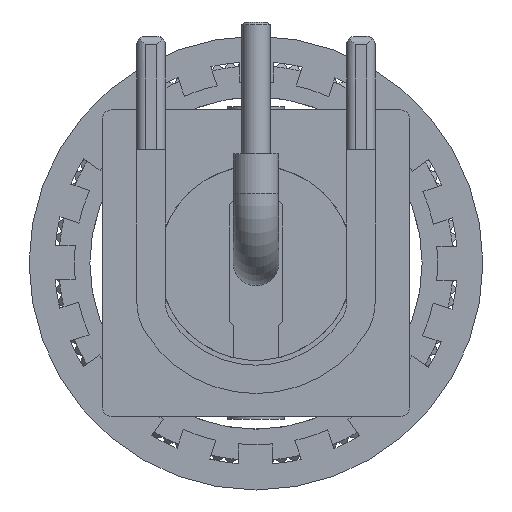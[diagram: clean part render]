
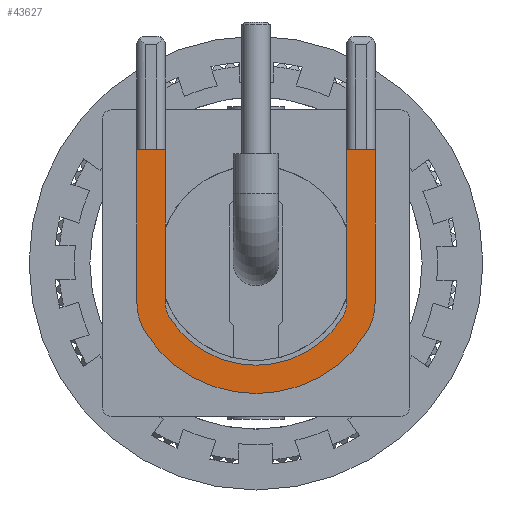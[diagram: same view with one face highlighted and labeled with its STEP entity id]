
A CAD part, front view. The second image highlights one B-rep face of the part: STEP entity #43627.
In plain terms, the highlighted planar face has unit normal (0, -1, 0).
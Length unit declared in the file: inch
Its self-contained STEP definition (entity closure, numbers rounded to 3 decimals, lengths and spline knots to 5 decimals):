
#169 = ORIENTED_EDGE ( 'NONE', *, *, #17504, .F. ) ;
#665 = DIRECTION ( 'NONE',  ( 0., 0., -1. ) ) ;
#786 = CARTESIAN_POINT ( 'NONE',  ( -0.16535, -0.1874, -0.05455 ) ) ;
#1587 = DIRECTION ( 'NONE',  ( 0., 1., 0. ) ) ;
#2454 = ORIENTED_EDGE ( 'NONE', *, *, #51599, .F. ) ;
#2494 = CARTESIAN_POINT ( 'NONE',  ( 0., -0.1874, 0. ) ) ;
#2548 = DIRECTION ( 'NONE',  ( 1., 0., 0. ) ) ;
#4577 = VERTEX_POINT ( 'NONE', #10216 ) ;
#4920 = LINE ( 'NONE', #39412, #5516 ) ;
#5516 = VECTOR ( 'NONE', #665, 39.37008 ) ;
#5616 = AXIS2_PLACEMENT_3D ( 'NONE', #35533, #1587, #23396 ) ;
#6401 = VECTOR ( 'NONE', #39465, 39.37008 ) ;
#6495 = AXIS2_PLACEMENT_3D ( 'NONE', #51395, #26530, #42904 ) ;
#6839 = VECTOR ( 'NONE', #2548, 39.37008 ) ;
#7202 = CIRCLE ( 'NONE', #25298, 0.14173 ) ;
#7292 = CARTESIAN_POINT ( 'NONE',  ( -0.12598, -0.1874, -0.05455 ) ) ;
#9240 = CIRCLE ( 'NONE', #6495, 0.07874 ) ;
#9437 = AXIS2_PLACEMENT_3D ( 'NONE', #2494, #44638, #41505 ) ;
#10216 = CARTESIAN_POINT ( 'NONE',  ( -0.16535, -0.1874, 0.15748 ) ) ;
#10304 = AXIS2_PLACEMENT_3D ( 'NONE', #21814, #17019, #38480 ) ;
#10533 = VERTEX_POINT ( 'NONE', #7292 ) ;
#11032 = ORIENTED_EDGE ( 'NONE', *, *, #31012, .F. ) ;
#11150 = ORIENTED_EDGE ( 'NONE', *, *, #17242, .T. ) ;
#11500 = EDGE_CURVE ( 'NONE', #32957, #40361, #20273, .T. ) ;
#12203 = DIRECTION ( 'NONE',  ( -1., 0., 0. ) ) ;
#12992 = DIRECTION ( 'NONE',  ( 0., 1., 0. ) ) ;
#14236 = ORIENTED_EDGE ( 'NONE', *, *, #32253, .F. ) ;
#14867 = CARTESIAN_POINT ( 'NONE',  ( 0.12598, -0.1874, -0.05455 ) ) ;
#14876 = EDGE_LOOP ( 'NONE', ( #2454, #37789, #37590, #18897, #169, #11032, #22199, #50114, #11150, #33848, #22668, #14236 ) ) ;
#15287 = CARTESIAN_POINT ( 'NONE',  ( -0.08661, -0.1874, 0.15748 ) ) ;
#15307 = CARTESIAN_POINT ( 'NONE',  ( -0.08661, -0.1874, -0.05455 ) ) ;
#16216 = CARTESIAN_POINT ( 'NONE',  ( 0.12598, -0.1874, -0.05455 ) ) ;
#16404 = CARTESIAN_POINT ( 'NONE',  ( -0.08661, -0.1874, -0.05455 ) ) ;
#17019 = DIRECTION ( 'NONE',  ( 0., 1., 0. ) ) ;
#17242 = EDGE_CURVE ( 'NONE', #17870, #24460, #34533, .T. ) ;
#17504 = EDGE_CURVE ( 'NONE', #45451, #50871, #9240, .T. ) ;
#17870 = VERTEX_POINT ( 'NONE', #16216 ) ;
#18897 = ORIENTED_EDGE ( 'NONE', *, *, #22209, .F. ) ;
#20222 = EDGE_CURVE ( 'NONE', #40361, #4577, #31373, .T. ) ;
#20273 = CIRCLE ( 'NONE', #10304, 0.07874 ) ;
#21814 = CARTESIAN_POINT ( 'NONE',  ( -0.08661, -0.1874, -0.05455 ) ) ;
#22199 = ORIENTED_EDGE ( 'NONE', *, *, #28836, .T. ) ;
#22209 = EDGE_CURVE ( 'NONE', #50871, #32957, #28462, .T. ) ;
#22252 = LINE ( 'NONE', #53294, #6401 ) ;
#22668 = ORIENTED_EDGE ( 'NONE', *, *, #38691, .T. ) ;
#23304 = AXIS2_PLACEMENT_3D ( 'NONE', #16404, #12992, #50878 ) ;
#23396 = DIRECTION ( 'NONE',  ( 1., 0., 0. ) ) ;
#24080 = LINE ( 'NONE', #15287, #6839 ) ;
#24100 = DIRECTION ( 'NONE',  ( 0., 1., 0. ) ) ;
#24460 = VERTEX_POINT ( 'NONE', #31531 ) ;
#25298 = AXIS2_PLACEMENT_3D ( 'NONE', #46357, #50617, #51454 ) ;
#26530 = DIRECTION ( 'NONE',  ( 0., 1., 0. ) ) ;
#27265 = VERTEX_POINT ( 'NONE', #36463 ) ;
#28393 = CARTESIAN_POINT ( 'NONE',  ( 0.16535, -0.1874, 0.15748 ) ) ;
#28462 = CIRCLE ( 'NONE', #9437, 0.1811 ) ;
#28836 = EDGE_CURVE ( 'NONE', #43981, #27265, #43019, .T. ) ;
#29188 = VERTEX_POINT ( 'NONE', #47052 ) ;
#29590 = EDGE_CURVE ( 'NONE', #24460, #55605, #7202, .T. ) ;
#30883 = VECTOR ( 'NONE', #12203, 39.37008 ) ;
#31012 = EDGE_CURVE ( 'NONE', #43981, #45451, #22252, .T. ) ;
#31373 = LINE ( 'NONE', #786, #37332 ) ;
#31531 = CARTESIAN_POINT ( 'NONE',  ( 0.11993, -0.1874, -0.07553 ) ) ;
#32253 = EDGE_CURVE ( 'NONE', #29188, #10533, #4920, .T. ) ;
#32415 = DIRECTION ( 'NONE',  ( 0., 0., 1. ) ) ;
#32637 = CARTESIAN_POINT ( 'NONE',  ( 0.16535, -0.1874, -0.05455 ) ) ;
#32957 = VERTEX_POINT ( 'NONE', #47763 ) ;
#33833 = CARTESIAN_POINT ( 'NONE',  ( -0.16535, -0.1874, -0.05455 ) ) ;
#33848 = ORIENTED_EDGE ( 'NONE', *, *, #29590, .T. ) ;
#34533 = CIRCLE ( 'NONE', #5616, 0.03937 ) ;
#35285 = DIRECTION ( 'NONE',  ( 0., 0., 1. ) ) ;
#35533 = CARTESIAN_POINT ( 'NONE',  ( 0.08661, -0.1874, -0.05455 ) ) ;
#36463 = CARTESIAN_POINT ( 'NONE',  ( 0.12598, -0.1874, 0.15748 ) ) ;
#37332 = VECTOR ( 'NONE', #35285, 39.37008 ) ;
#37590 = ORIENTED_EDGE ( 'NONE', *, *, #11500, .F. ) ;
#37789 = ORIENTED_EDGE ( 'NONE', *, *, #20222, .F. ) ;
#37876 = FACE_OUTER_BOUND ( 'NONE', #14876, .T. ) ;
#38480 = DIRECTION ( 'NONE',  ( 1., 0., 0. ) ) ;
#38691 = EDGE_CURVE ( 'NONE', #55605, #10533, #44668, .T. ) ;
#39412 = CARTESIAN_POINT ( 'NONE',  ( -0.12598, -0.1874, 0.30315 ) ) ;
#39465 = DIRECTION ( 'NONE',  ( 0., 0., -1. ) ) ;
#39575 = VECTOR ( 'NONE', #32415, 39.37008 ) ;
#40361 = VERTEX_POINT ( 'NONE', #33833 ) ;
#41304 = DIRECTION ( 'NONE',  ( 1., 0., 0. ) ) ;
#41505 = DIRECTION ( 'NONE',  ( 1., 0., 0. ) ) ;
#42904 = DIRECTION ( 'NONE',  ( 1., 0., 0. ) ) ;
#43019 = LINE ( 'NONE', #50943, #30883 ) ;
#43627 = ADVANCED_FACE ( 'NONE', ( #37876 ), #55110, .F. ) ;
#43981 = VERTEX_POINT ( 'NONE', #28393 ) ;
#44638 = DIRECTION ( 'NONE',  ( 0., 1., 0. ) ) ;
#44668 = CIRCLE ( 'NONE', #45545, 0.03937 ) ;
#45451 = VERTEX_POINT ( 'NONE', #32637 ) ;
#45545 = AXIS2_PLACEMENT_3D ( 'NONE', #15307, #24100, #41304 ) ;
#46357 = CARTESIAN_POINT ( 'NONE',  ( 0., -0.1874, 0. ) ) ;
#47052 = CARTESIAN_POINT ( 'NONE',  ( -0.12598, -0.1874, 0.15748 ) ) ;
#47172 = EDGE_CURVE ( 'NONE', #17870, #27265, #53864, .T. ) ;
#47763 = CARTESIAN_POINT ( 'NONE',  ( -0.15324, -0.1874, -0.09652 ) ) ;
#50114 = ORIENTED_EDGE ( 'NONE', *, *, #47172, .F. ) ;
#50617 = DIRECTION ( 'NONE',  ( 0., 1., 0. ) ) ;
#50871 = VERTEX_POINT ( 'NONE', #54129 ) ;
#50878 = DIRECTION ( 'NONE',  ( 1., 0., 0. ) ) ;
#50943 = CARTESIAN_POINT ( 'NONE',  ( 0.16535, -0.1874, 0.15748 ) ) ;
#51395 = CARTESIAN_POINT ( 'NONE',  ( 0.08661, -0.1874, -0.05455 ) ) ;
#51454 = DIRECTION ( 'NONE',  ( 1., 0., 0. ) ) ;
#51599 = EDGE_CURVE ( 'NONE', #4577, #29188, #24080, .T. ) ;
#53294 = CARTESIAN_POINT ( 'NONE',  ( 0.16535, -0.1874, 0.30315 ) ) ;
#53864 = LINE ( 'NONE', #14867, #39575 ) ;
#54129 = CARTESIAN_POINT ( 'NONE',  ( 0.15324, -0.1874, -0.09652 ) ) ;
#54358 = CARTESIAN_POINT ( 'NONE',  ( -0.11993, -0.1874, -0.07553 ) ) ;
#55110 = PLANE ( 'NONE',  #23304 ) ;
#55605 = VERTEX_POINT ( 'NONE', #54358 ) ;
